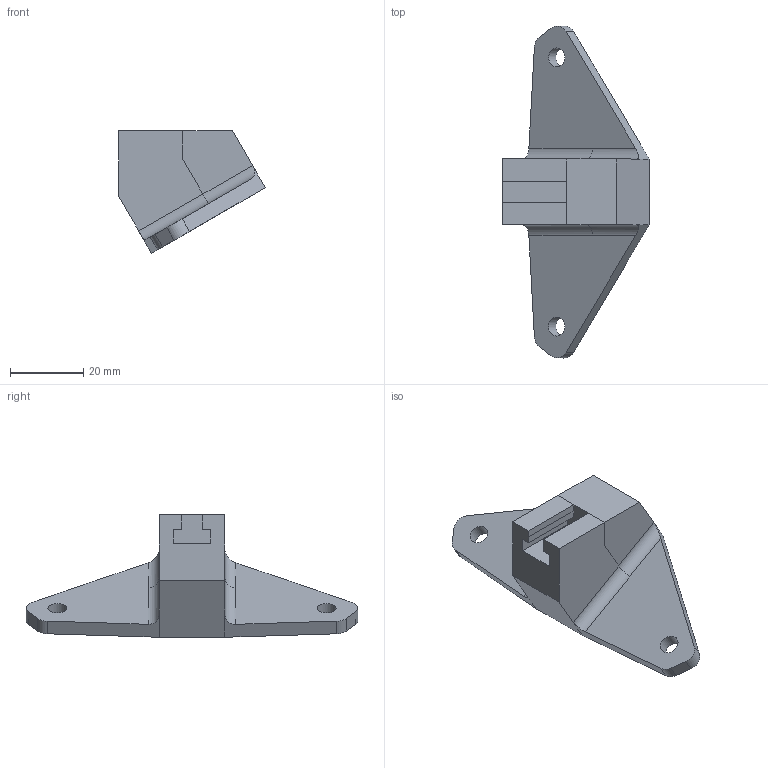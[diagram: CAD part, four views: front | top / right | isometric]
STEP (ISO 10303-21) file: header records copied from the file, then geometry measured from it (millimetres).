
FILE_DESCRIPTION(/* description */ (''),/* implementation_level */ '2;1');
FILE_NAME(/* name */ 'Component4.step',/* time_stamp */ '2025-05-29T11:51:47+03:00',/* author */ (''),/* organization */ (''),/* preprocessor_version */ 'ST-DEVELOPER v20.1',/* originating_system */ 'Autodesk Translation Framework v14.4.0.0',/* authorisation */ '');
FILE_SCHEMA (('AUTOMOTIVE_DESIGN { 1 0 10303 214 3 1 1 }'));
Length unit declared in the file: millimetre
Products named in the file (1): FusionComponent
Bounding box: 40.12 x 90.89 x 33.56 mm (x, y, z)
Volume: 15222 mm3; surface area: 9625.2 mm2
Topology: 1 solids, 1 shells, 65 faces, 182 edges, 121 vertices
Faces by surface type: plane 47, cylinder 18
Full cylindrical faces by diameter (mm): 5.2 x2
Entity records: 2123 total; most frequent: CARTESIAN_POINT 369, ORIENTED_EDGE 364, DIRECTION 348, EDGE_CURVE 182, LINE 148, VECTOR 148, VERTEX_POINT 121, AXIS2_PLACEMENT_3D 100
